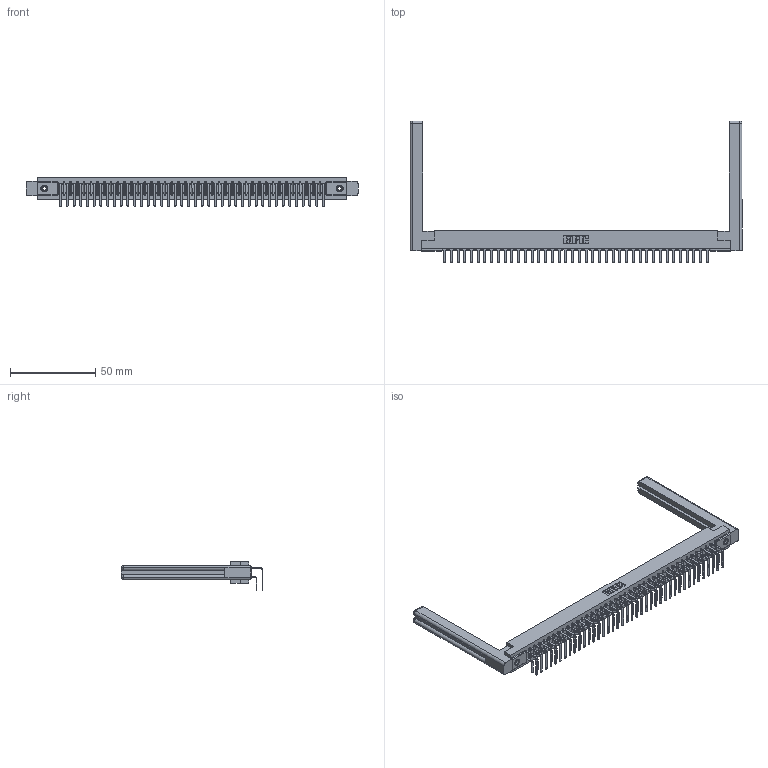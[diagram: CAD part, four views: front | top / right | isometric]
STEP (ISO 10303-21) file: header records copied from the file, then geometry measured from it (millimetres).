
FILE_DESCRIPTION (( 'STEP AP203' ), '1' );
FILE_NAME ('307-080-458-258.STEP', '2020-10-01T09:19:28', ( '' ), ( '' ), 'SwSTEP 2.0', 'SolidWorks 2020', '' );
FILE_SCHEMA (( 'CONFIG_CONTROL_DESIGN' ));
Length unit declared in the file: inch
Products named in the file (6): 307-080-458-258; 307-220-058; 345-250-001_345-250-001-102; 307-290-001_558 - 2 (Single); 307 Part_.156 Dia Mounting Holes; 307-290-001_558 559 - 1 (Single)
Assembly tree (85 placements, depth 2):
  307-080-458-258
    307 Part_.156 Dia Mounting Holes
    307-290-001_558 559 - 1 (Single)  x40
    307-290-001_558 - 2 (Single)  x40
    307-220-058  x2
    345-250-001_345-250-001-102  x2
Bounding box: 195.12 x 83.27 x 16.8 mm (x, y, z)
Volume: 28218.9 mm3; surface area: 32723.4 mm2
Topology: 85 solids, 85 shells, 4301 faces, 12037 edges, 7794 vertices
Faces by surface type: plane 2794, cylinder 1401, sphere 82, torus 12, cone 12
Entity records: 39898 total; most frequent: CARTESIAN_POINT 6549, ORIENTED_EDGE 6432, DIRECTION 6372, EDGE_CURVE 3216, LINE 2462, VECTOR 2462, VERTEX_POINT 2078, AXIS2_PLACEMENT_3D 1955
